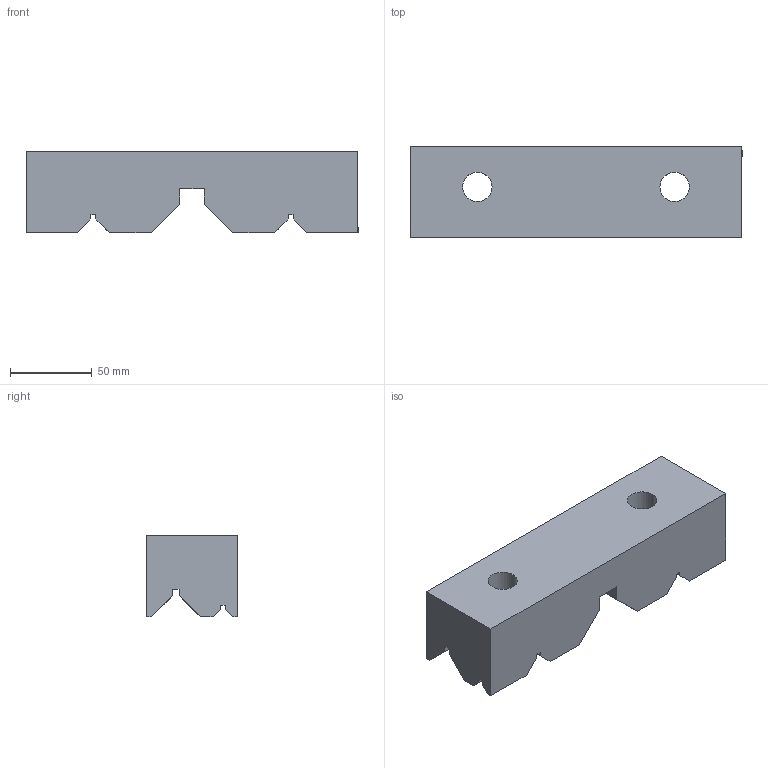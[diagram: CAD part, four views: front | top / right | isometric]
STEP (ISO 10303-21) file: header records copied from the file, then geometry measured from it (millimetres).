
FILE_DESCRIPTION (( 'STEP AP214' ), '1' );
FILE_NAME ('05-0768.STEP', '2024-12-13T21:52:06', ( '' ), ( '' ), 'SwSTEP 2.0', 'SolidWorks 2023', '' );
FILE_SCHEMA (( 'AUTOMOTIVE_DESIGN' ));
Length unit declared in the file: inch
Products named in the file (1): 05-0768
Bounding box: 203.2 x 55.9 x 50 mm (x, y, z)
Volume: 446724.3 mm3; surface area: 56858.9 mm2
Topology: 1 solids, 1 shells, 92 faces, 270 edges, 180 vertices
Faces by surface type: plane 84, cylinder 8
Entity records: 3053 total; most frequent: CARTESIAN_POINT 591, ORIENTED_EDGE 540, DIRECTION 464, EDGE_CURVE 270, VECTOR 230, LINE 230, VERTEX_POINT 180, AXIS2_PLACEMENT_3D 117
